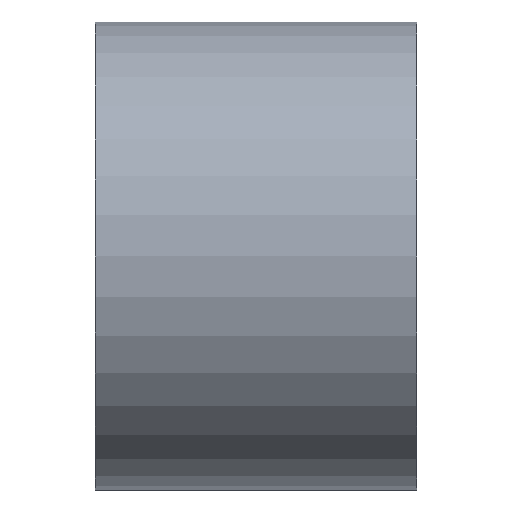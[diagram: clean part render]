
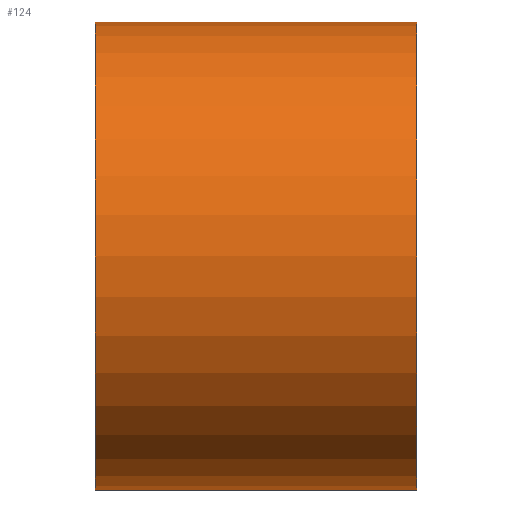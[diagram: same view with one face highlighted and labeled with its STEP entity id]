
A CAD part, left-side view. The second image highlights one B-rep face of the part: STEP entity #124.
In plain terms, the highlighted cylindrical face has radius 28.374 mm (diameter 56.748 mm), a partial arc.
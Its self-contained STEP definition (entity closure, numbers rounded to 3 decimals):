
#6 = LINE ( 'NONE', #132, #77 ) ;
#12 = AXIS2_PLACEMENT_3D ( 'NONE', #19, #143, #36 ) ;
#17 = ORIENTED_EDGE ( 'NONE', *, *, #168, .F. ) ;
#18 = CARTESIAN_POINT ( 'NONE',  ( 0., 140.5, 0. ) ) ;
#19 = CARTESIAN_POINT ( 'NONE',  ( 0., 179.5, 0. ) ) ;
#22 = CYLINDRICAL_SURFACE ( 'NONE', #151, 28.374 ) ;
#25 = VECTOR ( 'NONE', #70, 1000. ) ;
#26 = EDGE_LOOP ( 'NONE', ( #17, #183, #169, #74 ) ) ;
#27 = LINE ( 'NONE', #107, #25 ) ;
#36 = DIRECTION ( 'NONE',  ( 0., 0., -1. ) ) ;
#62 = DIRECTION ( 'NONE',  ( 0., 0., 1. ) ) ;
#63 = EDGE_CURVE ( 'NONE', #171, #71, #99, .T. ) ;
#66 = DIRECTION ( 'NONE',  ( 0., 1., 0. ) ) ;
#69 = CARTESIAN_POINT ( 'NONE',  ( 0., 140.5, 28.374 ) ) ;
#70 = DIRECTION ( 'NONE',  ( 0., 1., 0. ) ) ;
#71 = VERTEX_POINT ( 'NONE', #97 ) ;
#74 = ORIENTED_EDGE ( 'NONE', *, *, #63, .T. ) ;
#77 = VECTOR ( 'NONE', #66, 1000. ) ;
#83 = DIRECTION ( 'NONE',  ( 0., 1., 0. ) ) ;
#94 = EDGE_CURVE ( 'NONE', #152, #171, #6, .T. ) ;
#95 = FACE_OUTER_BOUND ( 'NONE', #26, .T. ) ;
#97 = CARTESIAN_POINT ( 'NONE',  ( 0., 179.5, -28.374 ) ) ;
#99 = CIRCLE ( 'NONE', #12, 28.374 ) ;
#104 = VERTEX_POINT ( 'NONE', #176 ) ;
#107 = CARTESIAN_POINT ( 'NONE',  ( 0., 140.5, -28.374 ) ) ;
#111 = DIRECTION ( 'NONE',  ( 0., -1., 0. ) ) ;
#112 = AXIS2_PLACEMENT_3D ( 'NONE', #128, #111, #145 ) ;
#124 = ADVANCED_FACE ( 'NONE', ( #95 ), #22, .T. ) ;
#128 = CARTESIAN_POINT ( 'NONE',  ( 0., 140.5, 0. ) ) ;
#129 = EDGE_CURVE ( 'NONE', #152, #104, #198, .T. ) ;
#132 = CARTESIAN_POINT ( 'NONE',  ( 0., 140.5, 28.374 ) ) ;
#143 = DIRECTION ( 'NONE',  ( 0., -1., 0. ) ) ;
#145 = DIRECTION ( 'NONE',  ( 0., 0., -1. ) ) ;
#151 = AXIS2_PLACEMENT_3D ( 'NONE', #18, #83, #62 ) ;
#152 = VERTEX_POINT ( 'NONE', #69 ) ;
#168 = EDGE_CURVE ( 'NONE', #104, #71, #27, .T. ) ;
#169 = ORIENTED_EDGE ( 'NONE', *, *, #94, .T. ) ;
#171 = VERTEX_POINT ( 'NONE', #185 ) ;
#176 = CARTESIAN_POINT ( 'NONE',  ( 0., 140.5, -28.374 ) ) ;
#183 = ORIENTED_EDGE ( 'NONE', *, *, #129, .F. ) ;
#185 = CARTESIAN_POINT ( 'NONE',  ( 0., 179.5, 28.374 ) ) ;
#198 = CIRCLE ( 'NONE', #112, 28.374 ) ;
